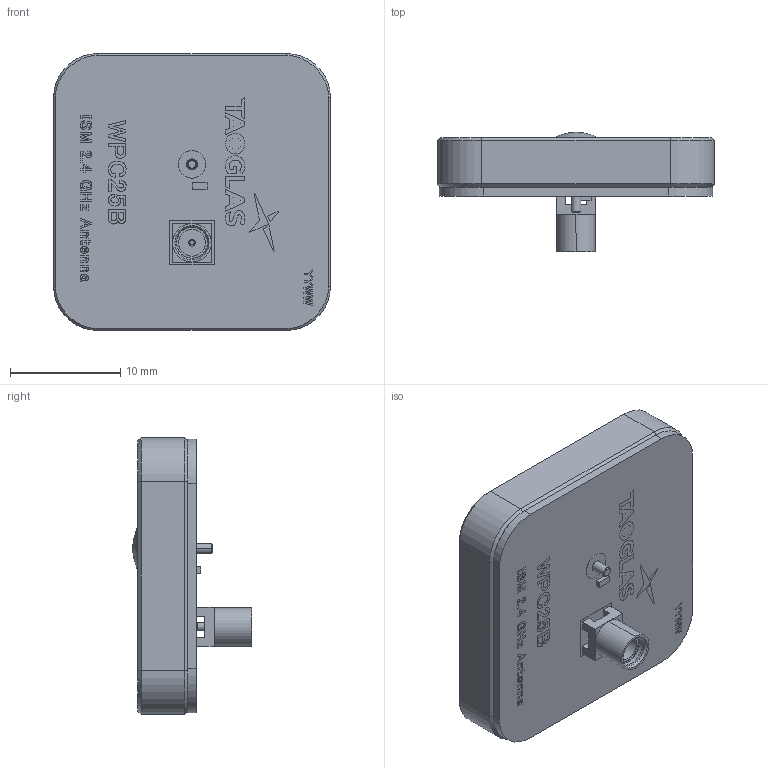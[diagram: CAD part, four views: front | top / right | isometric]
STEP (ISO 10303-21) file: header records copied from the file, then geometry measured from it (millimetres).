
FILE_DESCRIPTION (( 'STEP AP214' ), '1' );
FILE_NAME ('WPC.25B.35_web.STEP', '2024-12-07T05:10:23', ( '' ), ( '' ), 'SwSTEP 2.0', 'SolidWorks 2022', '' );
FILE_SCHEMA (( 'AUTOMOTIVE_DESIGN' ));
Length unit declared in the file: millimetre
Products named in the file (4): WPC.25B.35_web; 001517C100000A WLP.2450.25.4 Patch_預設; PCB.MMCXFSTJ.SMT.HT; 100211I010011A_WPC.25B PCB_預設
Assembly tree (3 placements, depth 2):
  WPC.25B.35_web
    001517C100000A WLP.2450.25.4 Patch_預設
    100211I010011A_WPC.25B PCB_預設
    PCB.MMCXFSTJ.SMT.HT
Bounding box: 25.1 x 10.82 x 25.1 mm (x, y, z)
Volume: 3290.3 mm3; surface area: 3031.9 mm2
Topology: 3 solids, 3 shells, 727 faces, 1942 edges, 1285 vertices
Faces by surface type: plane 401, bspline 266, cylinder 42, cone 16, sphere 2
Entity records: 35630 total; most frequent: CARTESIAN_POINT 12002, ORIENTED_EDGE 3884, DIRECTION 2450, EDGE_CURVE 1942, VECTOR 1304, LINE 1304, VERTEX_POINT 1285, EDGE_LOOP 793
